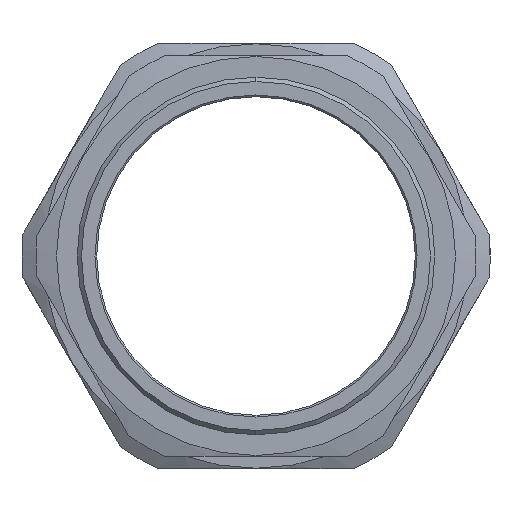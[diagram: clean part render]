
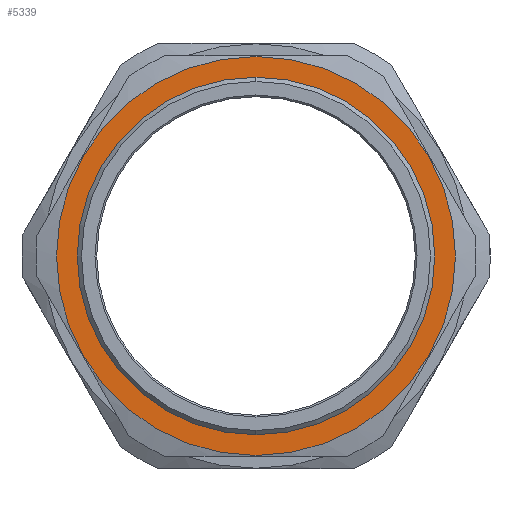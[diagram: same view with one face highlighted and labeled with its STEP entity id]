
A CAD part, left-side view. The second image highlights one B-rep face of the part: STEP entity #5339.
In plain terms, the highlighted planar face has unit normal (-1, 0, 0).
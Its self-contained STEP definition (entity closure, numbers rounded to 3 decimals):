
#382 = CARTESIAN_POINT ( 'NONE',  ( 15., 0., 0. ) ) ;
#541 = AXIS2_PLACEMENT_3D ( 'NONE', #382, #1501, #3694 ) ;
#627 = ORIENTED_EDGE ( 'NONE', *, *, #5362, .F. ) ;
#847 = AXIS2_PLACEMENT_3D ( 'NONE', #1703, #3803, #9229 ) ;
#1363 = CARTESIAN_POINT ( 'NONE',  ( 15., 0., 31.5 ) ) ;
#1411 = FACE_OUTER_BOUND ( 'NONE', #7831, .T. ) ;
#1501 = DIRECTION ( 'NONE',  ( 1., 0., 0. ) ) ;
#1703 = CARTESIAN_POINT ( 'NONE',  ( 15., 0., 0. ) ) ;
#1843 = EDGE_CURVE ( 'NONE', #11445, #3088, #7302, .T. ) ;
#2602 = ORIENTED_EDGE ( 'NONE', *, *, #1843, .F. ) ;
#2793 = EDGE_LOOP ( 'NONE', ( #14001, #627 ) ) ;
#3088 = VERTEX_POINT ( 'NONE', #5686 ) ;
#3183 = EDGE_CURVE ( 'NONE', #5428, #9682, #10990, .T. ) ;
#3694 = DIRECTION ( 'NONE',  ( 0., 0., -1. ) ) ;
#3803 = DIRECTION ( 'NONE',  ( -1., 0., 0. ) ) ;
#5207 = CARTESIAN_POINT ( 'NONE',  ( 15., 0., 0. ) ) ;
#5339 = ADVANCED_FACE ( 'NONE', ( #1411, #10812 ), #7122, .F. ) ;
#5362 = EDGE_CURVE ( 'NONE', #9682, #5428, #13370, .T. ) ;
#5428 = VERTEX_POINT ( 'NONE', #9424 ) ;
#5686 = CARTESIAN_POINT ( 'NONE',  ( 15., 0., -35.15 ) ) ;
#5744 = CIRCLE ( 'NONE', #541, 35.15 ) ;
#5930 = AXIS2_PLACEMENT_3D ( 'NONE', #5207, #9504, #7393 ) ;
#6062 = DIRECTION ( 'NONE',  ( 0., 0., -1. ) ) ;
#6110 = CARTESIAN_POINT ( 'NONE',  ( 15., 0., -39.275 ) ) ;
#7122 = PLANE ( 'NONE',  #8976 ) ;
#7302 = CIRCLE ( 'NONE', #5930, 35.15 ) ;
#7393 = DIRECTION ( 'NONE',  ( 0., 0., -1. ) ) ;
#7831 = EDGE_LOOP ( 'NONE', ( #8171, #2602 ) ) ;
#8171 = ORIENTED_EDGE ( 'NONE', *, *, #12103, .F. ) ;
#8467 = CARTESIAN_POINT ( 'NONE',  ( 15., 0., 35.15 ) ) ;
#8976 = AXIS2_PLACEMENT_3D ( 'NONE', #6110, #13776, #6062 ) ;
#9229 = DIRECTION ( 'NONE',  ( 0., 0., 1. ) ) ;
#9321 = CARTESIAN_POINT ( 'NONE',  ( 15., 0., 0. ) ) ;
#9424 = CARTESIAN_POINT ( 'NONE',  ( 15., 0., -31.5 ) ) ;
#9504 = DIRECTION ( 'NONE',  ( 1., 0., 0. ) ) ;
#9682 = VERTEX_POINT ( 'NONE', #1363 ) ;
#10812 = FACE_BOUND ( 'NONE', #2793, .T. ) ;
#10990 = CIRCLE ( 'NONE', #13454, 31.5 ) ;
#11445 = VERTEX_POINT ( 'NONE', #8467 ) ;
#12103 = EDGE_CURVE ( 'NONE', #3088, #11445, #5744, .T. ) ;
#13370 = CIRCLE ( 'NONE', #847, 31.5 ) ;
#13454 = AXIS2_PLACEMENT_3D ( 'NONE', #9321, #13485, #13527 ) ;
#13485 = DIRECTION ( 'NONE',  ( -1., 0., 0. ) ) ;
#13527 = DIRECTION ( 'NONE',  ( 0., 0., 1. ) ) ;
#13776 = DIRECTION ( 'NONE',  ( 1., 0., 0. ) ) ;
#14001 = ORIENTED_EDGE ( 'NONE', *, *, #3183, .F. ) ;
